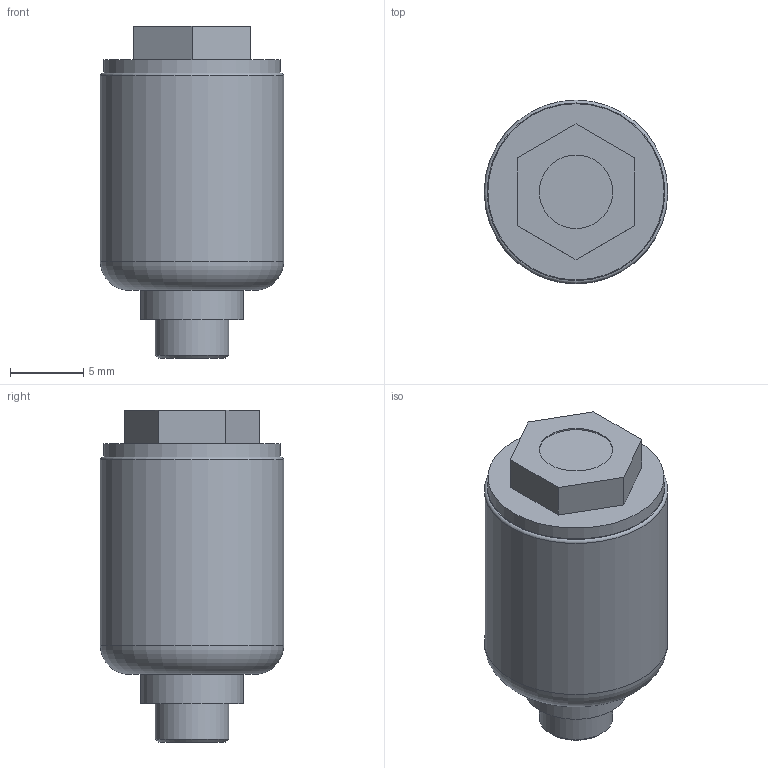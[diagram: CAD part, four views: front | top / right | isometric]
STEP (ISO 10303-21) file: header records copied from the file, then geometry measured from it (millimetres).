
FILE_DESCRIPTION( ( 'STEP AP214' ), '1' );
FILE_NAME( 'ZFZ-03-002D.stp', '2020-10-15T09:21:34', ( 'License CC BY-ND 4.0' ), ( 'CADENAS' ), ' ', 'PARTsolutions', ' ' );
FILE_SCHEMA( ( 'AUTOMOTIVE_DESIGN { 1 0 10303 214 1 1 1 1 }' ) );
Length unit declared in the file: millimetre
Products named in the file (1): _ZFZ-03-002D
Bounding box: 12.5 x 12.5 x 22.6 mm (x, y, z)
Volume: 2128.8 mm3; surface area: 987.2 mm2
Topology: 1 solids, 1 shells, 28 faces, 57 edges, 37 vertices
Faces by surface type: plane 20, cylinder 5, torus 2, cone 1
Full cylindrical faces by diameter (mm): 5 x2, 7 x1, 12 x1, 12.5 x1
Entity records: 930 total; most frequent: DIRECTION 120, CARTESIAN_POINT 115, ORIENTED_EDGE 98, EDGE_CURVE 49, AXIS2_PLACEMENT_3D 42, EDGE_LOOP 42, VERTEX_POINT 37, LINE 36
